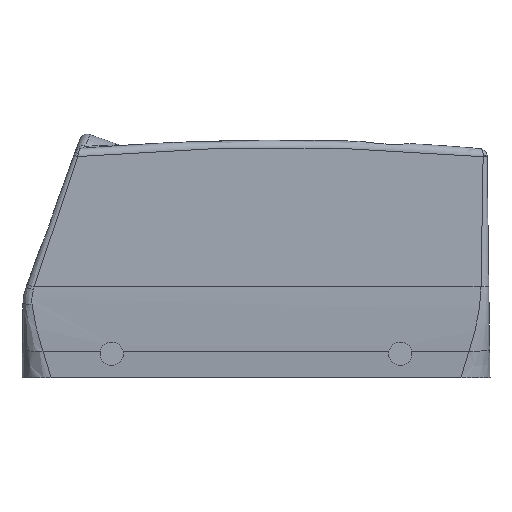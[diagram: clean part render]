
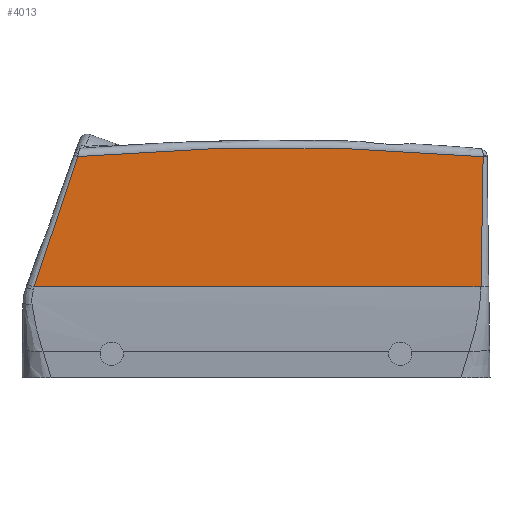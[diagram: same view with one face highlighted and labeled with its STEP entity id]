
A CAD part, left-side view. The second image highlights one B-rep face of the part: STEP entity #4013.
In plain terms, the highlighted planar face has unit normal (-1, 0, 0).
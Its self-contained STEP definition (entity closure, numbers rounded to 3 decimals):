
#3989=AXIS2_PLACEMENT_3D('Plane Axis2P3D',#3986,#3987,#3988) ;
#4004=AXIS2_PLACEMENT_3D('Circle Axis2P3D',#4002,#4003,$) ;
#1149=CARTESIAN_POINT('Vertex',(6.75,1.763,56.714)) ;
#2987=CARTESIAN_POINT('Vertex',(6.75,105.699,56.761)) ;
#3336=CARTESIAN_POINT('Control Point',(6.75,1.763,56.714)) ;
#3337=CARTESIAN_POINT('Control Point',(6.75,1.763,56.203)) ;
#3338=CARTESIAN_POINT('Control Point',(6.75,1.762,55.696)) ;
#3339=CARTESIAN_POINT('Control Point',(6.75,1.762,55.192)) ;
#3340=CARTESIAN_POINT('Control Point',(6.75,1.766,50.568)) ;
#3341=CARTESIAN_POINT('Control Point',(6.75,1.801,45.945)) ;
#3342=CARTESIAN_POINT('Control Point',(6.75,1.862,41.822)) ;
#3343=CARTESIAN_POINT('Control Point',(6.75,1.967,35.652)) ;
#3344=CARTESIAN_POINT('Control Point',(6.75,2.112,29.482)) ;
#3345=CARTESIAN_POINT('Control Point',(6.75,2.166,27.434)) ;
#3346=CARTESIAN_POINT('Control Point',(6.75,2.228,25.386)) ;
#3347=CARTESIAN_POINT('Control Point',(6.75,2.304,23.338)) ;
#3348=CARTESIAN_POINT('Vertex',(6.75,2.304,23.338)) ;
#3872=CARTESIAN_POINT('Line Origine',(6.75,58.562,23.338)) ;
#3876=CARTESIAN_POINT('Vertex',(6.75,116.856,23.338)) ;
#3986=CARTESIAN_POINT('Axis2P3D Location',(6.75,-106.816,-54.25)) ;
#3992=CARTESIAN_POINT('Control Point',(6.75,105.699,56.761)) ;
#3993=CARTESIAN_POINT('Control Point',(6.75,105.764,56.577)) ;
#3994=CARTESIAN_POINT('Control Point',(6.75,105.829,56.393)) ;
#3995=CARTESIAN_POINT('Control Point',(6.75,105.893,56.209)) ;
#3996=CARTESIAN_POINT('Control Point',(6.75,108.229,49.564)) ;
#3997=CARTESIAN_POINT('Control Point',(6.75,110.508,42.898)) ;
#3998=CARTESIAN_POINT('Control Point',(6.75,112.637,36.374)) ;
#3999=CARTESIAN_POINT('Control Point',(6.75,114.81,29.877)) ;
#4000=CARTESIAN_POINT('Control Point',(6.75,116.856,23.338)) ;
#4002=CARTESIAN_POINT('Axis2P3D Location',(6.75,54.,-539.)) ;
#3873=DIRECTION('Vector Direction',(0.,-1.,0.)) ;
#3987=DIRECTION('Axis2P3D Direction',(-1.,0.,0.)) ;
#3988=DIRECTION('Axis2P3D XDirection',(0.,-0.317,0.949)) ;
#4003=DIRECTION('Axis2P3D Direction',(-1.,0.,0.)) ;
#3874=VECTOR('Line Direction',#3873,1.) ;
#4008=ORIENTED_EDGE('',*,*,#4001,.F.) ;
#4009=ORIENTED_EDGE('',*,*,#3878,.T.) ;
#4010=ORIENTED_EDGE('',*,*,#3350,.T.) ;
#4011=ORIENTED_EDGE('',*,*,#4006,.F.) ;
#4013=ADVANCED_FACE('Hood',(#4012),#3990,.T.) ;
#3335=B_SPLINE_CURVE_WITH_KNOTS('',5,(#3336,#3337,#3338,#3339,#3340,#3341,#3342,#3343,#3344,#3345,#3346,#3347),.UNSPECIFIED.,.F.,.U.,(6,3,3,6),(29.318,33.655,69.355,87.093),.UNSPECIFIED.) ;
#3991=B_SPLINE_CURVE_WITH_KNOTS('',5,(#3992,#3993,#3994,#3995,#3996,#3997,#3998,#3999,#4000),.UNSPECIFIED.,.F.,.U.,(6,3,6),(85.115,86.803,146.115),.UNSPECIFIED.) ;
#4005=CIRCLE('generated circle',#4004,598.) ;
#3350=EDGE_CURVE('',#3349,#1150,#3335,.F.) ;
#3878=EDGE_CURVE('',#3877,#3349,#3875,.T.) ;
#4001=EDGE_CURVE('',#3877,#2988,#3991,.F.) ;
#4006=EDGE_CURVE('',#2988,#1150,#4005,.F.) ;
#4007=EDGE_LOOP('',(#4008,#4009,#4010,#4011)) ;
#4012=FACE_OUTER_BOUND('',#4007,.T.) ;
#3875=LINE('Line',#3872,#3874) ;
#3990=PLANE('',#3989) ;
#1150=VERTEX_POINT('',#1149) ;
#2988=VERTEX_POINT('',#2987) ;
#3349=VERTEX_POINT('',#3348) ;
#3877=VERTEX_POINT('',#3876) ;
